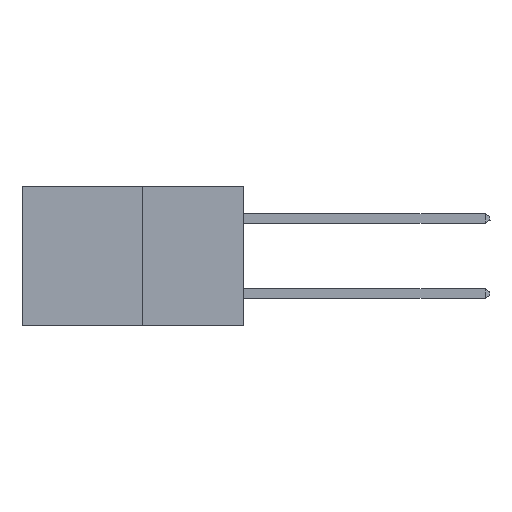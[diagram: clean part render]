
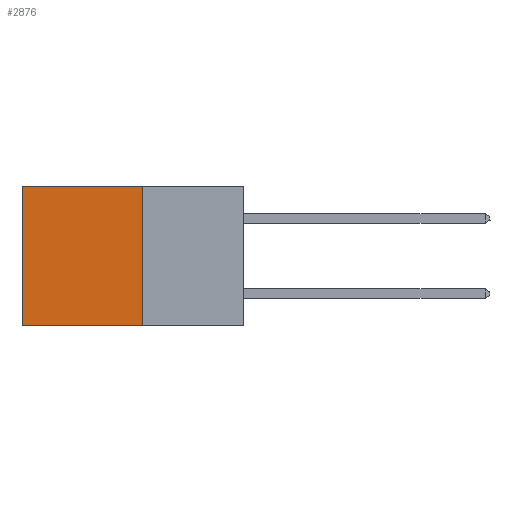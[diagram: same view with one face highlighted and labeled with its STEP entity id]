
A CAD part, left-side view. The second image highlights one B-rep face of the part: STEP entity #2876.
In plain terms, the highlighted planar face has unit normal (-1, 0, 0).
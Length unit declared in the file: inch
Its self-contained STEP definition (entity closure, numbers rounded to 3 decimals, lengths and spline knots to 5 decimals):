
#314 = CARTESIAN_POINT ( 'NONE',  ( 0.277, 0.27, 0. ) ) ;
#1029 = ORIENTED_EDGE ( 'NONE', *, *, #12948, .T. ) ;
#1302 = AXIS2_PLACEMENT_3D ( 'NONE', #4312, #4442, #3922 ) ;
#1670 = ORIENTED_EDGE ( 'NONE', *, *, #7602, .F. ) ;
#1745 = VERTEX_POINT ( 'NONE', #10327 ) ;
#1752 = CARTESIAN_POINT ( 'NONE',  ( 0.277, 0.27, -0.37 ) ) ;
#1845 = ORIENTED_EDGE ( 'NONE', *, *, #3971, .T. ) ;
#2861 = EDGE_LOOP ( 'NONE', ( #1029, #1670, #13614, #1845 ) ) ;
#2876 = ADVANCED_FACE ( 'NONE', ( #10022 ), #3557, .F. ) ;
#3357 = CARTESIAN_POINT ( 'NONE',  ( 0.277, 0.59, 0. ) ) ;
#3557 = PLANE ( 'NONE',  #1302 ) ;
#3881 = DIRECTION ( 'NONE',  ( 0., 1., 0. ) ) ;
#3922 = DIRECTION ( 'NONE',  ( 0., 0., -1. ) ) ;
#3971 = EDGE_CURVE ( 'NONE', #8609, #9136, #4984, .T. ) ;
#4312 = CARTESIAN_POINT ( 'NONE',  ( 0.277, 0.27, -0.37 ) ) ;
#4442 = DIRECTION ( 'NONE',  ( 1., 0., 0. ) ) ;
#4725 = LINE ( 'NONE', #1752, #10514 ) ;
#4811 = VERTEX_POINT ( 'NONE', #6212 ) ;
#4912 = VECTOR ( 'NONE', #10672, 39.37008 ) ;
#4984 = LINE ( 'NONE', #5467, #13403 ) ;
#5247 = CARTESIAN_POINT ( 'NONE',  ( 0.277, 0.27, -0.37 ) ) ;
#5467 = CARTESIAN_POINT ( 'NONE',  ( 0.277, 0.27, 0. ) ) ;
#5804 = CARTESIAN_POINT ( 'NONE',  ( 0.277, 0.59, -0.37 ) ) ;
#6146 = DIRECTION ( 'NONE',  ( 0., 1., 0. ) ) ;
#6212 = CARTESIAN_POINT ( 'NONE',  ( 0.277, 0.27, -0.37 ) ) ;
#6928 = EDGE_CURVE ( 'NONE', #8609, #4811, #13696, .T. ) ;
#7602 = EDGE_CURVE ( 'NONE', #4811, #1745, #4725, .T. ) ;
#8609 = VERTEX_POINT ( 'NONE', #314 ) ;
#9136 = VERTEX_POINT ( 'NONE', #3357 ) ;
#10022 = FACE_OUTER_BOUND ( 'NONE', #2861, .T. ) ;
#10327 = CARTESIAN_POINT ( 'NONE',  ( 0.277, 0.59, -0.37 ) ) ;
#10514 = VECTOR ( 'NONE', #6146, 39.37008 ) ;
#10672 = DIRECTION ( 'NONE',  ( 0., 0., -1. ) ) ;
#11403 = LINE ( 'NONE', #5804, #14025 ) ;
#12948 = EDGE_CURVE ( 'NONE', #9136, #1745, #11403, .T. ) ;
#13403 = VECTOR ( 'NONE', #3881, 39.37008 ) ;
#13485 = DIRECTION ( 'NONE',  ( 0., 0., -1. ) ) ;
#13614 = ORIENTED_EDGE ( 'NONE', *, *, #6928, .F. ) ;
#13696 = LINE ( 'NONE', #5247, #4912 ) ;
#14025 = VECTOR ( 'NONE', #13485, 39.37008 ) ;
